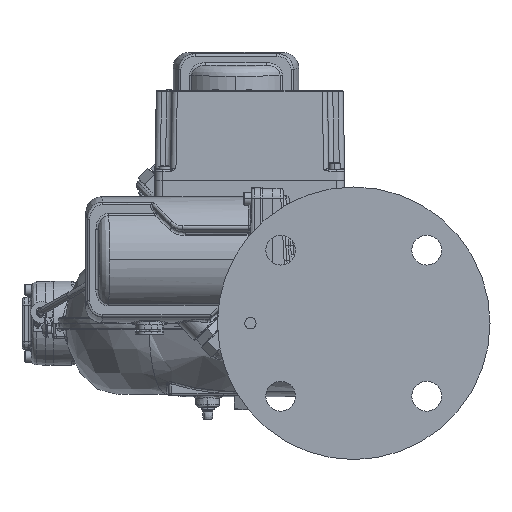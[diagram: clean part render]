
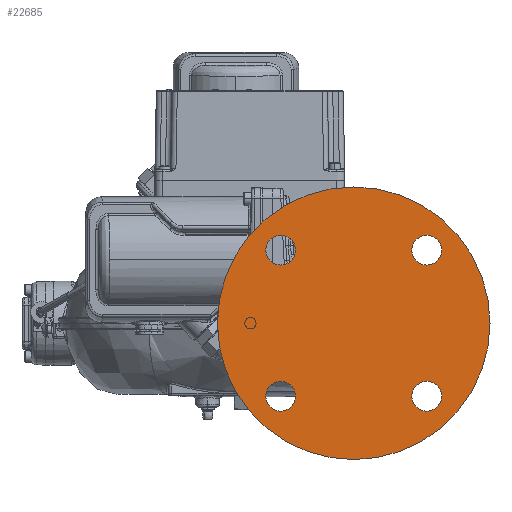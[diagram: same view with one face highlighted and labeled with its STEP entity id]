
A CAD part, front view. The second image highlights one B-rep face of the part: STEP entity #22685.
In plain terms, the highlighted face is planar.
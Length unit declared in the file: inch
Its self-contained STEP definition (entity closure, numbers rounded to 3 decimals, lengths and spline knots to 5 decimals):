
#2361 = AXIS2_PLACEMENT_3D ( 'NONE', #19487, #22382, #142136 ) ;
#3477 = CIRCLE ( 'NONE', #97519, 0.35433 ) ;
#6956 = FACE_BOUND ( 'NONE', #173787, .T. ) ;
#7713 = ORIENTED_EDGE ( 'NONE', *, *, #168698, .T. ) ;
#10449 = ORIENTED_EDGE ( 'NONE', *, *, #87727, .T. ) ;
#13026 = DIRECTION ( 'NONE',  ( 0., 0., 1. ) ) ;
#13361 = AXIS2_PLACEMENT_3D ( 'NONE', #132879, #57336, #56365 ) ;
#18748 = CARTESIAN_POINT ( 'NONE',  ( -1.73992, -1.73992, 0.0004 ) ) ;
#19480 = CARTESIAN_POINT ( 'NONE',  ( -1.73992, 1.73992, 0.0004 ) ) ;
#19487 = CARTESIAN_POINT ( 'NONE',  ( 1.73992, -1.73992, 0.0004 ) ) ;
#20439 = DIRECTION ( 'NONE',  ( 0., 1., 0. ) ) ;
#20513 = CARTESIAN_POINT ( 'NONE',  ( 2.09425, 1.73992, 0.0004 ) ) ;
#20702 = DIRECTION ( 'NONE',  ( 0., 0., -1. ) ) ;
#20965 = ORIENTED_EDGE ( 'NONE', *, *, #49219, .T. ) ;
#21584 = EDGE_LOOP ( 'NONE', ( #24317, #7713 ) ) ;
#21669 = FACE_BOUND ( 'NONE', #100702, .T. ) ;
#22180 = CIRCLE ( 'NONE', #157005, 0.35433 ) ;
#22382 = DIRECTION ( 'NONE',  ( 0., 0., 1. ) ) ;
#22685 = ADVANCED_FACE ( 'NONE', ( #66822, #184684, #21669, #6956, #168005 ), #33502, .T. ) ;
#24071 = VERTEX_POINT ( 'NONE', #20513 ) ;
#24317 = ORIENTED_EDGE ( 'NONE', *, *, #64557, .T. ) ;
#27620 = EDGE_CURVE ( 'NONE', #24071, #34819, #72742, .T. ) ;
#27731 = CARTESIAN_POINT ( 'NONE',  ( 1.73992, 1.73992, 0.0004 ) ) ;
#29001 = DIRECTION ( 'NONE',  ( 0., 0., 1. ) ) ;
#33502 = PLANE ( 'NONE',  #119985 ) ;
#34360 = CIRCLE ( 'NONE', #184741, 0.35433 ) ;
#34819 = VERTEX_POINT ( 'NONE', #94077 ) ;
#35345 = EDGE_CURVE ( 'NONE', #151446, #128778, #141952, .T. ) ;
#38299 = CARTESIAN_POINT ( 'NONE',  ( -2.09425, -1.73992, 0.0004 ) ) ;
#43430 = DIRECTION ( 'NONE',  ( 0., 1., 0. ) ) ;
#43594 = DIRECTION ( 'NONE',  ( 0., 0., 1. ) ) ;
#49219 = EDGE_CURVE ( 'NONE', #128778, #151446, #34360, .T. ) ;
#52097 = CARTESIAN_POINT ( 'NONE',  ( 0., 3.24802, 0.0004 ) ) ;
#54082 = CARTESIAN_POINT ( 'NONE',  ( 2.09425, -1.73992, 0.0004 ) ) ;
#56365 = DIRECTION ( 'NONE',  ( 0., -1., 0. ) ) ;
#57336 = DIRECTION ( 'NONE',  ( 0., 0., 1. ) ) ;
#58432 = AXIS2_PLACEMENT_3D ( 'NONE', #62021, #61068, #154288 ) ;
#61068 = DIRECTION ( 'NONE',  ( 0., 0., 1. ) ) ;
#61505 = CIRCLE ( 'NONE', #58432, 3.24802 ) ;
#62021 = CARTESIAN_POINT ( 'NONE',  ( 0., 0., 0.0004 ) ) ;
#64557 = EDGE_CURVE ( 'NONE', #150106, #81964, #3477, .T. ) ;
#66822 = FACE_BOUND ( 'NONE', #107564, .T. ) ;
#67457 = CARTESIAN_POINT ( 'NONE',  ( 1.73992, 1.73992, 0.0004 ) ) ;
#71559 = VERTEX_POINT ( 'NONE', #73191 ) ;
#71851 = DIRECTION ( 'NONE',  ( 0., 1., 0. ) ) ;
#72742 = CIRCLE ( 'NONE', #182543, 0.35433 ) ;
#73191 = CARTESIAN_POINT ( 'NONE',  ( 1.38559, -1.73992, 0.0004 ) ) ;
#74373 = VERTEX_POINT ( 'NONE', #139996 ) ;
#79223 = CIRCLE ( 'NONE', #13361, 3.24802 ) ;
#81964 = VERTEX_POINT ( 'NONE', #156994 ) ;
#83509 = DIRECTION ( 'NONE',  ( 0., 1., 0. ) ) ;
#86408 = CARTESIAN_POINT ( 'NONE',  ( -1.73992, -1.73992, 0.0004 ) ) ;
#87727 = EDGE_CURVE ( 'NONE', #71559, #189087, #104428, .T. ) ;
#93473 = EDGE_CURVE ( 'NONE', #34819, #24071, #94015, .T. ) ;
#94015 = CIRCLE ( 'NONE', #191140, 0.35433 ) ;
#94077 = CARTESIAN_POINT ( 'NONE',  ( 1.38559, 1.73992, 0.0004 ) ) ;
#95065 = VERTEX_POINT ( 'NONE', #120997 ) ;
#95336 = DIRECTION ( 'NONE',  ( 0., 1., 0. ) ) ;
#96255 = AXIS2_PLACEMENT_3D ( 'NONE', #192992, #29001, #71851 ) ;
#96265 = ORIENTED_EDGE ( 'NONE', *, *, #188916, .F. ) ;
#96273 = CARTESIAN_POINT ( 'NONE',  ( -1.73992, 1.73992, 0.0004 ) ) ;
#97519 = AXIS2_PLACEMENT_3D ( 'NONE', #96273, #156137, #95336 ) ;
#99902 = EDGE_LOOP ( 'NONE', ( #185079, #96265 ) ) ;
#100702 = EDGE_LOOP ( 'NONE', ( #10449, #191999 ) ) ;
#104428 = CIRCLE ( 'NONE', #96255, 0.35433 ) ;
#107564 = EDGE_LOOP ( 'NONE', ( #192650, #20965 ) ) ;
#111697 = DIRECTION ( 'NONE',  ( 0., 0., 1. ) ) ;
#119159 = DIRECTION ( 'NONE',  ( 0., 1., 0. ) ) ;
#119985 = AXIS2_PLACEMENT_3D ( 'NONE', #52097, #20702, #124747 ) ;
#120997 = CARTESIAN_POINT ( 'NONE',  ( 0., 3.24802, 0.0004 ) ) ;
#123042 = AXIS2_PLACEMENT_3D ( 'NONE', #18748, #43594, #119159 ) ;
#124256 = CARTESIAN_POINT ( 'NONE',  ( -1.38559, -1.73992, 0.0004 ) ) ;
#124747 = DIRECTION ( 'NONE',  ( 0., 1., 0. ) ) ;
#127333 = DIRECTION ( 'NONE',  ( 0., 0., 1. ) ) ;
#128778 = VERTEX_POINT ( 'NONE', #124256 ) ;
#132879 = CARTESIAN_POINT ( 'NONE',  ( 0., 0., 0.0004 ) ) ;
#139996 = CARTESIAN_POINT ( 'NONE',  ( 0., -3.24802, 0.0004 ) ) ;
#141952 = CIRCLE ( 'NONE', #123042, 0.35433 ) ;
#142136 = DIRECTION ( 'NONE',  ( 0., 1., 0. ) ) ;
#146551 = CIRCLE ( 'NONE', #2361, 0.35433 ) ;
#149516 = CARTESIAN_POINT ( 'NONE',  ( -2.09425, 1.73992, 0.0004 ) ) ;
#150106 = VERTEX_POINT ( 'NONE', #149516 ) ;
#151446 = VERTEX_POINT ( 'NONE', #38299 ) ;
#154288 = DIRECTION ( 'NONE',  ( 0., -1., 0. ) ) ;
#156137 = DIRECTION ( 'NONE',  ( 0., 0., 1. ) ) ;
#156848 = ORIENTED_EDGE ( 'NONE', *, *, #93473, .T. ) ;
#156994 = CARTESIAN_POINT ( 'NONE',  ( -1.38559, 1.73992, 0.0004 ) ) ;
#157005 = AXIS2_PLACEMENT_3D ( 'NONE', #19480, #111697, #20439 ) ;
#168005 = FACE_OUTER_BOUND ( 'NONE', #99902, .T. ) ;
#168698 = EDGE_CURVE ( 'NONE', #81964, #150106, #22180, .T. ) ;
#171557 = EDGE_CURVE ( 'NONE', #74373, #95065, #79223, .T. ) ;
#173787 = EDGE_LOOP ( 'NONE', ( #156848, #184987 ) ) ;
#174819 = DIRECTION ( 'NONE',  ( 0., 0., 1. ) ) ;
#182543 = AXIS2_PLACEMENT_3D ( 'NONE', #67457, #127333, #187251 ) ;
#184684 = FACE_BOUND ( 'NONE', #21584, .T. ) ;
#184741 = AXIS2_PLACEMENT_3D ( 'NONE', #86408, #174819, #83509 ) ;
#184987 = ORIENTED_EDGE ( 'NONE', *, *, #27620, .T. ) ;
#185079 = ORIENTED_EDGE ( 'NONE', *, *, #171557, .F. ) ;
#187251 = DIRECTION ( 'NONE',  ( 0., 1., 0. ) ) ;
#188916 = EDGE_CURVE ( 'NONE', #95065, #74373, #61505, .T. ) ;
#189087 = VERTEX_POINT ( 'NONE', #54082 ) ;
#191140 = AXIS2_PLACEMENT_3D ( 'NONE', #27731, #13026, #43430 ) ;
#191667 = EDGE_CURVE ( 'NONE', #189087, #71559, #146551, .T. ) ;
#191999 = ORIENTED_EDGE ( 'NONE', *, *, #191667, .T. ) ;
#192650 = ORIENTED_EDGE ( 'NONE', *, *, #35345, .T. ) ;
#192992 = CARTESIAN_POINT ( 'NONE',  ( 1.73992, -1.73992, 0.0004 ) ) ;
